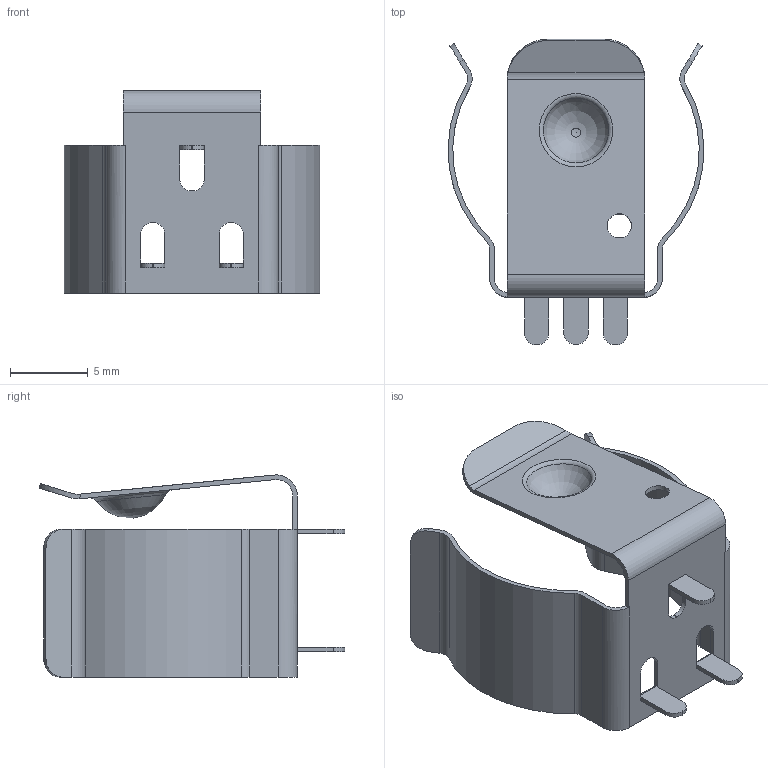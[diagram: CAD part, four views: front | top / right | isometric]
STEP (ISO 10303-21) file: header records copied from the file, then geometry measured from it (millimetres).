
FILE_DESCRIPTION(/* description */ ('Unknown'),/* implementation_level */ '2;1');
FILE_NAME(/* name */ 'PRT-13113',/* time_stamp */ '2023-05-09T16:52:07+02:00',/* author */ ('Unknown'),/* organization */ ('Unknown'),/* preprocessor_version */ 'ST-DEVELOPER v18.102',/* originating_system */ 'Solid Edge',/* authorisation */ 'Unknown');
FILE_SCHEMA (('AUTOMOTIVE_DESIGN {1 0 10303 214 3 1 1}'));
Length unit declared in the file: millimetre
Products named in the file (1): PRT-13113
Bounding box: 16.5 x 19.71 x 13.04 mm (x, y, z)
Volume: 180.8 mm3; surface area: 1258.3 mm2
Topology: 1 solids, 1 shells, 95 faces, 272 edges, 179 vertices
Faces by surface type: plane 48, cylinder 42, torus 4, cone 1
Full cylindrical faces by diameter (mm): 1.57 x1
Entity records: 3095 total; most frequent: CARTESIAN_POINT 543, DIRECTION 539, ORIENTED_EDGE 520, EDGE_CURVE 260, AXIS2_PLACEMENT_3D 187, VERTEX_POINT 175, LINE 165, VECTOR 165
